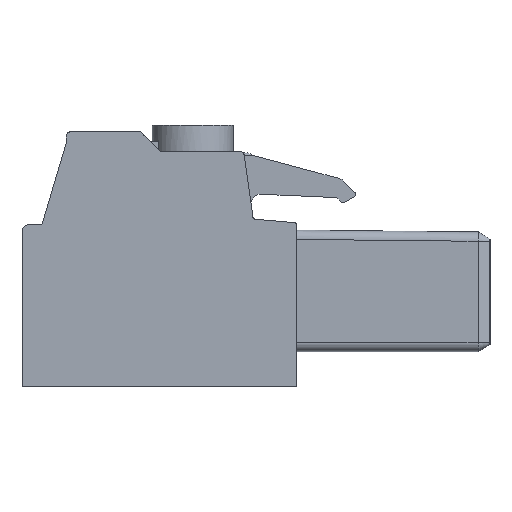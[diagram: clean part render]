
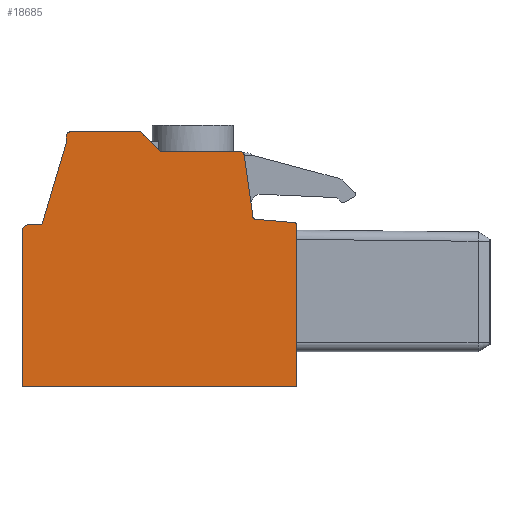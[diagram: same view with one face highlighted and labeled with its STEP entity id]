
A CAD part, left-side view. The second image highlights one B-rep face of the part: STEP entity #18685.
In plain terms, the highlighted face is planar.
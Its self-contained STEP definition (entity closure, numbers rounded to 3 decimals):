
#474=PLANE('',#19594);
#841=CIRCLE('',#19595,0.5);
#842=CIRCLE('',#19596,0.15);
#843=CIRCLE('',#19597,0.2);
#844=CIRCLE('',#19598,0.3);
#845=CIRCLE('',#19599,0.3);
#3813=ORIENTED_EDGE('',*,*,#6455,.T.);
#3814=ORIENTED_EDGE('',*,*,#6456,.F.);
#3815=ORIENTED_EDGE('',*,*,#6457,.F.);
#3816=ORIENTED_EDGE('',*,*,#6458,.T.);
#3817=ORIENTED_EDGE('',*,*,#6459,.F.);
#3818=ORIENTED_EDGE('',*,*,#6460,.T.);
#3819=ORIENTED_EDGE('',*,*,#6461,.T.);
#3820=ORIENTED_EDGE('',*,*,#6462,.T.);
#3821=ORIENTED_EDGE('',*,*,#6463,.T.);
#3822=ORIENTED_EDGE('',*,*,#6464,.F.);
#3823=ORIENTED_EDGE('',*,*,#6465,.F.);
#3824=ORIENTED_EDGE('',*,*,#6466,.F.);
#3825=ORIENTED_EDGE('',*,*,#6467,.F.);
#3826=ORIENTED_EDGE('',*,*,#6468,.F.);
#3827=ORIENTED_EDGE('',*,*,#6469,.T.);
#3828=ORIENTED_EDGE('',*,*,#6470,.T.);
#6455=EDGE_CURVE('',#8005,#8006,#9622,.T.);
#6456=EDGE_CURVE('',#8007,#8006,#9623,.T.);
#6457=EDGE_CURVE('',#8008,#8007,#841,.T.);
#6458=EDGE_CURVE('',#8008,#8009,#9624,.T.);
#6459=EDGE_CURVE('',#8010,#8009,#9625,.T.);
#6460=EDGE_CURVE('',#8010,#8011,#9626,.T.);
#6461=EDGE_CURVE('',#8011,#8012,#842,.T.);
#6462=EDGE_CURVE('',#8012,#8013,#9627,.T.);
#6463=EDGE_CURVE('',#8013,#8014,#843,.T.);
#6464=EDGE_CURVE('',#8015,#8014,#9628,.T.);
#6465=EDGE_CURVE('',#8016,#8015,#844,.T.);
#6466=EDGE_CURVE('',#8017,#8016,#9629,.T.);
#6467=EDGE_CURVE('',#8018,#8017,#9630,.T.);
#6468=EDGE_CURVE('',#8019,#8018,#9631,.T.);
#6469=EDGE_CURVE('',#8019,#8020,#845,.T.);
#6470=EDGE_CURVE('',#8020,#8005,#9632,.T.);
#8005=VERTEX_POINT('',#27169);
#8006=VERTEX_POINT('',#27170);
#8007=VERTEX_POINT('',#27172);
#8008=VERTEX_POINT('',#27174);
#8009=VERTEX_POINT('',#27176);
#8010=VERTEX_POINT('',#27178);
#8011=VERTEX_POINT('',#27180);
#8012=VERTEX_POINT('',#27182);
#8013=VERTEX_POINT('',#27184);
#8014=VERTEX_POINT('',#27186);
#8015=VERTEX_POINT('',#27188);
#8016=VERTEX_POINT('',#27190);
#8017=VERTEX_POINT('',#27192);
#8018=VERTEX_POINT('',#27194);
#8019=VERTEX_POINT('',#27196);
#8020=VERTEX_POINT('',#27198);
#9622=LINE('',#27168,#11344);
#9623=LINE('',#27171,#11345);
#9624=LINE('',#27175,#11346);
#9625=LINE('',#27177,#11347);
#9626=LINE('',#27179,#11348);
#9627=LINE('',#27183,#11349);
#9628=LINE('',#27187,#11350);
#9629=LINE('',#27191,#11351);
#9630=LINE('',#27193,#11352);
#9631=LINE('',#27195,#11353);
#9632=LINE('',#27199,#11354);
#11344=VECTOR('',#22501,1000.);
#11345=VECTOR('',#22502,1000.);
#11346=VECTOR('',#22505,1000.);
#11347=VECTOR('',#22506,1000.);
#11348=VECTOR('',#22507,1000.);
#11349=VECTOR('',#22510,1000.);
#11350=VECTOR('',#22513,1000.);
#11351=VECTOR('',#22516,1000.);
#11352=VECTOR('',#22517,1000.);
#11353=VECTOR('',#22518,1000.);
#11354=VECTOR('',#22521,1000.);
#12332=EDGE_LOOP('',(#3813,#3814,#3815,#3816,#3817,#3818,#3819,#3820,#3821,
#3822,#3823,#3824,#3825,#3826,#3827,#3828));
#13024=FACE_BOUND('',#12332,.T.);
#18685=ADVANCED_FACE('',(#13024),#474,.F.);
#19594=AXIS2_PLACEMENT_3D('',#27167,#22499,#22500);
#19595=AXIS2_PLACEMENT_3D('',#27173,#22503,#22504);
#19596=AXIS2_PLACEMENT_3D('',#27181,#22508,#22509);
#19597=AXIS2_PLACEMENT_3D('',#27185,#22511,#22512);
#19598=AXIS2_PLACEMENT_3D('',#27189,#22514,#22515);
#19599=AXIS2_PLACEMENT_3D('',#27197,#22519,#22520);
#22499=DIRECTION('',(0.,0.,-1.));
#22500=DIRECTION('',(-1.,0.,0.));
#22501=DIRECTION('',(0.286,0.958,0.));
#22502=DIRECTION('',(-1.,0.,0.));
#22503=DIRECTION('',(0.,0.,-1.));
#22504=DIRECTION('',(0.,1.,0.));
#22505=DIRECTION('',(0.,1.,0.));
#22506=DIRECTION('',(1.,0.,0.));
#22507=DIRECTION('',(0.,-1.,0.));
#22508=DIRECTION('',(0.,0.,1.));
#22509=DIRECTION('',(0.,-1.,0.));
#22510=DIRECTION('',(0.996,-0.087,0.));
#22511=DIRECTION('',(0.,0.,-1.));
#22512=DIRECTION('',(0.,1.,0.));
#22513=DIRECTION('',(-0.139,0.99,0.));
#22514=DIRECTION('',(0.,0.,-1.));
#22515=DIRECTION('',(0.,1.,0.));
#22516=DIRECTION('',(-1.,0.,0.));
#22517=DIRECTION('',(-0.707,0.707,0.));
#22518=DIRECTION('',(-1.,0.,0.));
#22519=DIRECTION('',(0.,0.,1.));
#22520=DIRECTION('',(0.,-1.,0.));
#22521=DIRECTION('',(0.,1.,0.));
#27167=CARTESIAN_POINT('',(83.057,30.859,57.48));
#27168=CARTESIAN_POINT('',(101.492,33.75,57.48));
#27169=CARTESIAN_POINT('',(98.15,22.55,57.48));
#27170=CARTESIAN_POINT('',(100.,28.75,57.48));
#27171=CARTESIAN_POINT('',(66.25,28.75,57.48));
#27172=CARTESIAN_POINT('',(101.,28.75,57.48));
#27173=CARTESIAN_POINT('',(101.,29.25,57.48));
#27174=CARTESIAN_POINT('',(101.5,29.25,57.48));
#27175=CARTESIAN_POINT('',(101.5,33.75,57.48));
#27176=CARTESIAN_POINT('',(101.5,40.95,57.48));
#27177=CARTESIAN_POINT('',(66.25,40.95,57.48));
#27178=CARTESIAN_POINT('',(80.85,40.95,57.48));
#27179=CARTESIAN_POINT('',(80.85,33.75,57.48));
#27180=CARTESIAN_POINT('',(80.85,28.737,57.48));
#27181=CARTESIAN_POINT('',(81.,28.737,57.48));
#27182=CARTESIAN_POINT('',(80.987,28.588,57.48));
#27183=CARTESIAN_POINT('',(66.25,29.877,57.48));
#27184=CARTESIAN_POINT('',(83.929,28.331,57.48));
#27185=CARTESIAN_POINT('',(83.912,28.131,57.48));
#27186=CARTESIAN_POINT('',(84.11,28.159,57.48));
#27187=CARTESIAN_POINT('',(83.324,33.75,57.48));
#27188=CARTESIAN_POINT('',(84.764,23.508,57.48));
#27189=CARTESIAN_POINT('',(85.061,23.55,57.48));
#27190=CARTESIAN_POINT('',(85.061,23.25,57.48));
#27191=CARTESIAN_POINT('',(66.25,23.25,57.48));
#27192=CARTESIAN_POINT('',(91.05,23.25,57.48));
#27193=CARTESIAN_POINT('',(66.25,48.05,57.48));
#27194=CARTESIAN_POINT('',(92.55,21.75,57.48));
#27195=CARTESIAN_POINT('',(66.25,21.75,57.48));
#27196=CARTESIAN_POINT('',(97.85,21.75,57.48));
#27197=CARTESIAN_POINT('',(97.85,22.05,57.48));
#27198=CARTESIAN_POINT('',(98.15,22.05,57.48));
#27199=CARTESIAN_POINT('',(98.15,33.75,57.48));
